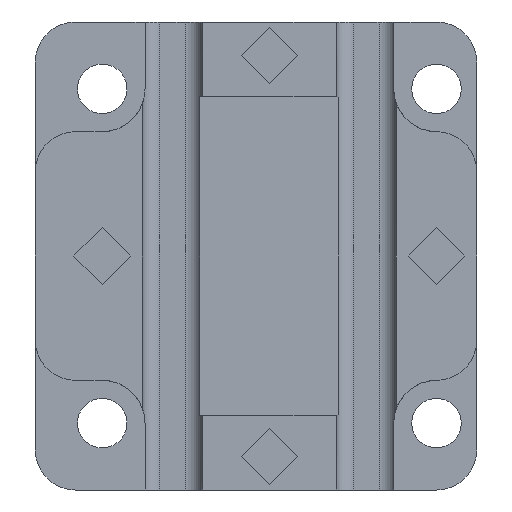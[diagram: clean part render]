
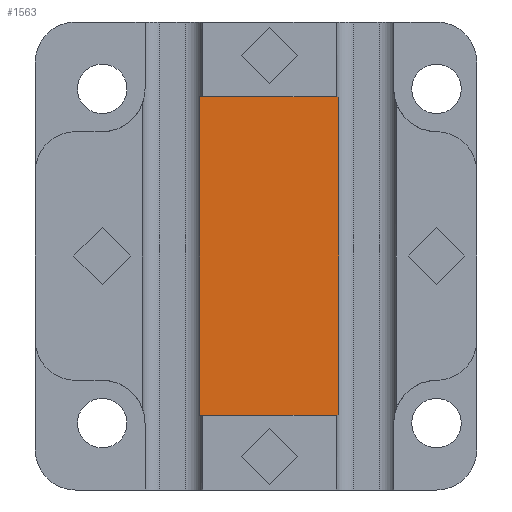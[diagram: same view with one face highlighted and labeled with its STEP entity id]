
A CAD part, front view. The second image highlights one B-rep face of the part: STEP entity #1563.
In plain terms, the highlighted planar face has unit normal (0, -1, 0).
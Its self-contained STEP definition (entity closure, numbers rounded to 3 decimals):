
#80=PLANE('',#1694);
#155=FACE_OUTER_BOUND('',#247,.T.);
#247=EDGE_LOOP('',(#1294,#1295,#1296,#1297));
#341=LINE('',#2350,#505);
#366=LINE('',#2482,#530);
#391=LINE('',#2546,#555);
#392=LINE('',#2548,#556);
#505=VECTOR('',#1899,10.);
#530=VECTOR('',#1948,10.);
#555=VECTOR('',#2017,10.);
#556=VECTOR('',#2020,10.);
#729=VERTEX_POINT('',#2339);
#733=VERTEX_POINT('',#2348);
#760=VERTEX_POINT('',#2471);
#764=VERTEX_POINT('',#2480);
#902=EDGE_CURVE('',#729,#733,#341,.T.);
#940=EDGE_CURVE('',#760,#764,#366,.T.);
#974=EDGE_CURVE('',#733,#760,#391,.T.);
#975=EDGE_CURVE('',#764,#729,#392,.T.);
#1294=ORIENTED_EDGE('',*,*,#902,.T.);
#1295=ORIENTED_EDGE('',*,*,#974,.T.);
#1296=ORIENTED_EDGE('',*,*,#940,.T.);
#1297=ORIENTED_EDGE('',*,*,#975,.T.);
#1563=ADVANCED_FACE('',(#155),#80,.T.);
#1694=AXIS2_PLACEMENT_3D('',#2547,#2018,#2019);
#1899=DIRECTION('',(0.,0.,-1.));
#1948=DIRECTION('',(0.,0.,1.));
#2017=DIRECTION('',(1.,0.,0.));
#2018=DIRECTION('center_axis',(0.,-1.,0.));
#2019=DIRECTION('ref_axis',(1.,0.,0.));
#2020=DIRECTION('',(-1.,0.,0.));
#2339=CARTESIAN_POINT('',(-46.605,-11.6,-40.9));
#2348=CARTESIAN_POINT('',(-46.605,-11.6,-64.7));
#2350=CARTESIAN_POINT('',(-46.605,-11.6,-35.3));
#2471=CARTESIAN_POINT('',(-36.195,-11.6,-64.7));
#2480=CARTESIAN_POINT('',(-36.195,-11.6,-40.9));
#2482=CARTESIAN_POINT('',(-36.195,-11.6,-35.3));
#2546=CARTESIAN_POINT('',(-37.475,-11.6,-64.7));
#2547=CARTESIAN_POINT('Origin',(-42.4,-11.6,-52.8));
#2548=CARTESIAN_POINT('',(-46.325,-11.6,-40.9));
